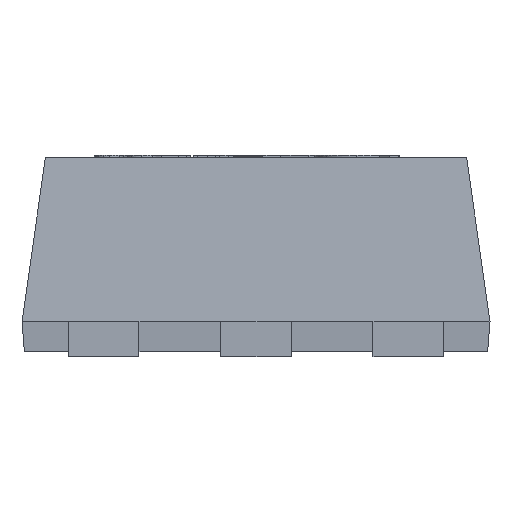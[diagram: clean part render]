
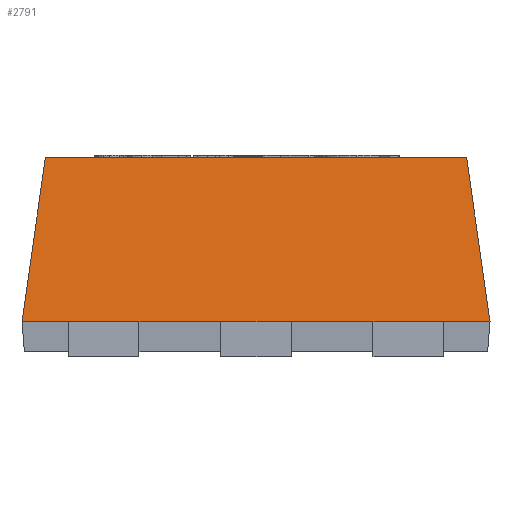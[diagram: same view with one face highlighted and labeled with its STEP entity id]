
A CAD part, left-side view. The second image highlights one B-rep face of the part: STEP entity #2791.
In plain terms, the highlighted free-form (B-spline) face has degree [1, 1] with [2, 2] control points.
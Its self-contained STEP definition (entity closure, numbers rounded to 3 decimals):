
#779 = VERTEX_POINT('',#780);
#780 = CARTESIAN_POINT('',(-0.8,1.,0.15));
#802 = VERTEX_POINT('',#803);
#803 = CARTESIAN_POINT('',(-0.8,0.8,0.15));
#812 = EDGE_CURVE('',#802,#779,#813,.T.);
#813 = LINE('',#814,#815);
#814 = CARTESIAN_POINT('',(-0.8,-1.,0.15));
#815 = VECTOR('',#816,1.);
#816 = DIRECTION('',(0.,1.,0.));
#903 = VERTEX_POINT('',#904);
#904 = CARTESIAN_POINT('',(-0.8,0.5,0.15));
#936 = VERTEX_POINT('',#937);
#937 = CARTESIAN_POINT('',(-0.8,0.15,0.15));
#945 = EDGE_CURVE('',#936,#903,#946,.T.);
#946 = LINE('',#947,#948);
#947 = CARTESIAN_POINT('',(-0.8,-1.,0.15));
#948 = VECTOR('',#949,1.);
#949 = DIRECTION('',(0.,1.,0.));
#1036 = VERTEX_POINT('',#1037);
#1037 = CARTESIAN_POINT('',(-0.8,-0.15,0.15));
#1068 = VERTEX_POINT('',#1069);
#1069 = CARTESIAN_POINT('',(-0.8,-0.5,0.15));
#1078 = EDGE_CURVE('',#1068,#1036,#1079,.T.);
#1079 = LINE('',#1080,#1081);
#1080 = CARTESIAN_POINT('',(-0.8,-1.,0.15));
#1081 = VECTOR('',#1082,1.);
#1082 = DIRECTION('',(0.,1.,0.));
#1169 = VERTEX_POINT('',#1170);
#1170 = CARTESIAN_POINT('',(-0.8,-0.8,0.15));
#1202 = VERTEX_POINT('',#1203);
#1203 = CARTESIAN_POINT('',(-0.8,-1.,0.15));
#1208 = EDGE_CURVE('',#1202,#1169,#1209,.T.);
#1209 = LINE('',#1210,#1211);
#1210 = CARTESIAN_POINT('',(-0.8,-1.,0.15));
#1211 = VECTOR('',#1212,1.);
#1212 = DIRECTION('',(0.,1.,0.));
#1242 = VERTEX_POINT('',#1243);
#1243 = CARTESIAN_POINT('',(-0.72,-0.9,0.85));
#1249 = EDGE_CURVE('',#1242,#1250,#1252,.T.);
#1250 = VERTEX_POINT('',#1251);
#1251 = CARTESIAN_POINT('',(-0.72,0.9,0.85));
#1252 = LINE('',#1253,#1254);
#1253 = CARTESIAN_POINT('',(-0.72,-0.9,0.85));
#1254 = VECTOR('',#1255,1.);
#1255 = DIRECTION('',(0.,1.,0.));
#2672 = EDGE_CURVE('',#1242,#1202,#2673,.T.);
#2673 = B_SPLINE_CURVE_WITH_KNOTS('',1,(#2674,#2675),.UNSPECIFIED.,.F.,
  .F.,(2,2),(0.,1.),.PIECEWISE_BEZIER_KNOTS.);
#2674 = CARTESIAN_POINT('',(-0.72,-0.9,0.85));
#2675 = CARTESIAN_POINT('',(-0.8,-1.,0.15));
#2724 = EDGE_CURVE('',#1250,#779,#2725,.T.);
#2725 = B_SPLINE_CURVE_WITH_KNOTS('',1,(#2726,#2727),.UNSPECIFIED.,.F.,
  .F.,(2,2),(0.,1.),.PIECEWISE_BEZIER_KNOTS.);
#2726 = CARTESIAN_POINT('',(-0.72,0.9,0.85));
#2727 = CARTESIAN_POINT('',(-0.8,1.,0.15));
#2791 = ADVANCED_FACE('',(#2792),#2819,.T.);
#2792 = FACE_BOUND('',#2793,.T.);
#2793 = EDGE_LOOP('',(#2794,#2795,#2796,#2797,#2803,#2804,#2810,#2811,
    #2817,#2818));
#2794 = ORIENTED_EDGE('',*,*,#1249,.T.);
#2795 = ORIENTED_EDGE('',*,*,#2724,.T.);
#2796 = ORIENTED_EDGE('',*,*,#812,.F.);
#2797 = ORIENTED_EDGE('',*,*,#2798,.F.);
#2798 = EDGE_CURVE('',#903,#802,#2799,.T.);
#2799 = LINE('',#2800,#2801);
#2800 = CARTESIAN_POINT('',(-0.8,-1.,0.15));
#2801 = VECTOR('',#2802,1.);
#2802 = DIRECTION('',(0.,1.,0.));
#2803 = ORIENTED_EDGE('',*,*,#945,.F.);
#2804 = ORIENTED_EDGE('',*,*,#2805,.F.);
#2805 = EDGE_CURVE('',#1036,#936,#2806,.T.);
#2806 = LINE('',#2807,#2808);
#2807 = CARTESIAN_POINT('',(-0.8,-1.,0.15));
#2808 = VECTOR('',#2809,1.);
#2809 = DIRECTION('',(0.,1.,0.));
#2810 = ORIENTED_EDGE('',*,*,#1078,.F.);
#2811 = ORIENTED_EDGE('',*,*,#2812,.F.);
#2812 = EDGE_CURVE('',#1169,#1068,#2813,.T.);
#2813 = LINE('',#2814,#2815);
#2814 = CARTESIAN_POINT('',(-0.8,-1.,0.15));
#2815 = VECTOR('',#2816,1.);
#2816 = DIRECTION('',(0.,1.,0.));
#2817 = ORIENTED_EDGE('',*,*,#1208,.F.);
#2818 = ORIENTED_EDGE('',*,*,#2672,.F.);
#2819 = B_SPLINE_SURFACE_WITH_KNOTS('',1,1,(
    (#2820,#2821)
    ,(#2822,#2823
    )),.UNSPECIFIED.,.F.,.F.,.F.,(2,2),(2,2),(0.,2.),(0.,1.),
  .PIECEWISE_BEZIER_KNOTS.);
#2820 = CARTESIAN_POINT('',(-0.72,-0.9,0.85));
#2821 = CARTESIAN_POINT('',(-0.8,-1.,0.15));
#2822 = CARTESIAN_POINT('',(-0.72,0.9,0.85));
#2823 = CARTESIAN_POINT('',(-0.8,1.,0.15));
